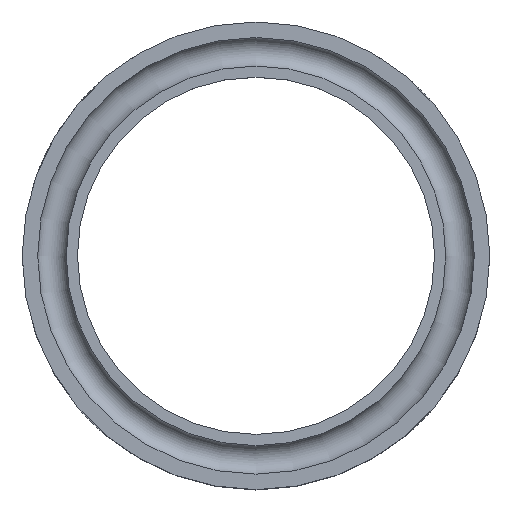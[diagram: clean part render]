
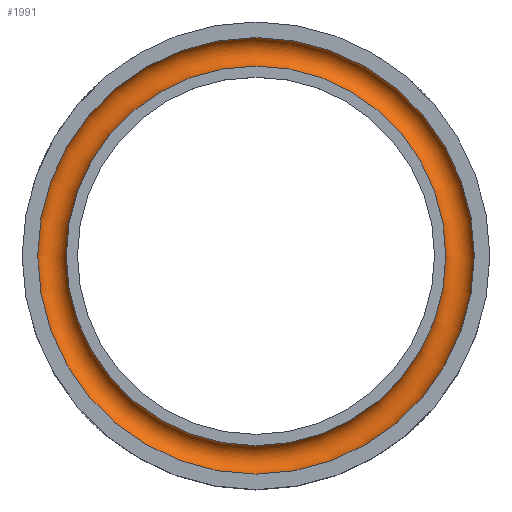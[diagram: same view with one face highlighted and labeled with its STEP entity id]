
A CAD part, top view. The second image highlights one B-rep face of the part: STEP entity #1991.
In plain terms, the highlighted toroidal (fillet/blend) face has major radius 48 mm and minor radius 3.5 mm.
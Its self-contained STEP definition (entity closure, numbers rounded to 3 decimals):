
#43 = PLANE('',#44);
#44 = AXIS2_PLACEMENT_3D('',#45,#46,#47);
#45 = CARTESIAN_POINT('',(0.,0.,53.));
#46 = DIRECTION('',(0.,0.,1.));
#47 = DIRECTION('',(1.,0.,0.));
#111 = EDGE_CURVE('',#112,#112,#114,.T.);
#112 = VERTEX_POINT('',#113);
#113 = CARTESIAN_POINT('',(51.354,0.,53.));
#114 = SURFACE_CURVE('',#115,(#120,#131),.PCURVE_S1.);
#115 = CIRCLE('',#116,51.354);
#116 = AXIS2_PLACEMENT_3D('',#117,#118,#119);
#117 = CARTESIAN_POINT('',(0.,0.,53.));
#118 = DIRECTION('',(0.,0.,-1.));
#119 = DIRECTION('',(1.,0.,0.));
#120 = PCURVE('',#43,#121);
#121 = DEFINITIONAL_REPRESENTATION('',(#122),#130);
#122 = ( BOUNDED_CURVE() B_SPLINE_CURVE(2,(#123,#124,#125,#126,#127,#128
,#129),.UNSPECIFIED.,.T.,.F.) B_SPLINE_CURVE_WITH_KNOTS((1,2,2,2,2,1),(
    -2.094,0.,2.094,4.189,6.283,
8.378),.UNSPECIFIED.) CURVE() GEOMETRIC_REPRESENTATION_ITEM() 
RATIONAL_B_SPLINE_CURVE((1.,0.5,1.,0.5,1.,0.5,1.)) REPRESENTATION_ITEM(
  '') );
#123 = CARTESIAN_POINT('',(51.354,0.));
#124 = CARTESIAN_POINT('',(51.354,-88.948));
#125 = CARTESIAN_POINT('',(-25.677,-44.474));
#126 = CARTESIAN_POINT('',(-102.708,0.));
#127 = CARTESIAN_POINT('',(-25.677,44.474));
#128 = CARTESIAN_POINT('',(51.354,88.948));
#129 = CARTESIAN_POINT('',(51.354,0.));
#130 = ( GEOMETRIC_REPRESENTATION_CONTEXT(2) 
PARAMETRIC_REPRESENTATION_CONTEXT() REPRESENTATION_CONTEXT('2D SPACE',''
  ) );
#131 = PCURVE('',#132,#137);
#132 = TOROIDAL_SURFACE('',#133,48.,3.5);
#133 = AXIS2_PLACEMENT_3D('',#134,#135,#136);
#134 = CARTESIAN_POINT('',(0.,0.,54.));
#135 = DIRECTION('',(-0.,-0.,-1.));
#136 = DIRECTION('',(1.,0.,0.));
#137 = DEFINITIONAL_REPRESENTATION('',(#138),#142);
#138 = LINE('',#139,#140);
#139 = CARTESIAN_POINT('',(-6.283,6.573));
#140 = VECTOR('',#141,1.);
#141 = DIRECTION('',(1.,-0.));
#142 = ( GEOMETRIC_REPRESENTATION_CONTEXT(2) 
PARAMETRIC_REPRESENTATION_CONTEXT() REPRESENTATION_CONTEXT('2D SPACE',''
  ) );
#1991 = ADVANCED_FACE('',(#1992),#132,.F.);
#1992 = FACE_BOUND('',#1993,.T.);
#1993 = EDGE_LOOP('',(#1994,#1995,#2019,#2050));
#1994 = ORIENTED_EDGE('',*,*,#111,.F.);
#1995 = ORIENTED_EDGE('',*,*,#1996,.T.);
#1996 = EDGE_CURVE('',#112,#1997,#1999,.T.);
#1997 = VERTEX_POINT('',#1998);
#1998 = CARTESIAN_POINT('',(44.646,0.,53.));
#1999 = SEAM_CURVE('',#2000,(#2005,#2012),.PCURVE_S1.);
#2000 = CIRCLE('',#2001,3.5);
#2001 = AXIS2_PLACEMENT_3D('',#2002,#2003,#2004);
#2002 = CARTESIAN_POINT('',(48.,0.,54.));
#2003 = DIRECTION('',(-0.,1.,0.));
#2004 = DIRECTION('',(1.,0.,0.));
#2005 = PCURVE('',#132,#2006);
#2006 = DEFINITIONAL_REPRESENTATION('',(#2007),#2011);
#2007 = LINE('',#2008,#2009);
#2008 = CARTESIAN_POINT('',(-0.,0.));
#2009 = VECTOR('',#2010,1.);
#2010 = DIRECTION('',(-0.,1.));
#2011 = ( GEOMETRIC_REPRESENTATION_CONTEXT(2) 
PARAMETRIC_REPRESENTATION_CONTEXT() REPRESENTATION_CONTEXT('2D SPACE',''
  ) );
#2012 = PCURVE('',#132,#2013);
#2013 = DEFINITIONAL_REPRESENTATION('',(#2014),#2018);
#2014 = LINE('',#2015,#2016);
#2015 = CARTESIAN_POINT('',(-6.283,0.));
#2016 = VECTOR('',#2017,1.);
#2017 = DIRECTION('',(-0.,1.));
#2018 = ( GEOMETRIC_REPRESENTATION_CONTEXT(2) 
PARAMETRIC_REPRESENTATION_CONTEXT() REPRESENTATION_CONTEXT('2D SPACE',''
  ) );
#2019 = ORIENTED_EDGE('',*,*,#2020,.T.);
#2020 = EDGE_CURVE('',#1997,#1997,#2021,.T.);
#2021 = SURFACE_CURVE('',#2022,(#2027,#2034),.PCURVE_S1.);
#2022 = CIRCLE('',#2023,44.646);
#2023 = AXIS2_PLACEMENT_3D('',#2024,#2025,#2026);
#2024 = CARTESIAN_POINT('',(0.,0.,53.));
#2025 = DIRECTION('',(0.,0.,-1.));
#2026 = DIRECTION('',(1.,0.,0.));
#2027 = PCURVE('',#132,#2028);
#2028 = DEFINITIONAL_REPRESENTATION('',(#2029),#2033);
#2029 = LINE('',#2030,#2031);
#2030 = CARTESIAN_POINT('',(-6.283,9.135));
#2031 = VECTOR('',#2032,1.);
#2032 = DIRECTION('',(1.,-0.));
#2033 = ( GEOMETRIC_REPRESENTATION_CONTEXT(2) 
PARAMETRIC_REPRESENTATION_CONTEXT() REPRESENTATION_CONTEXT('2D SPACE',''
  ) );
#2034 = PCURVE('',#2035,#2040);
#2035 = PLANE('',#2036);
#2036 = AXIS2_PLACEMENT_3D('',#2037,#2038,#2039);
#2037 = CARTESIAN_POINT('',(0.,0.,53.));
#2038 = DIRECTION('',(0.,0.,1.));
#2039 = DIRECTION('',(1.,0.,0.));
#2040 = DEFINITIONAL_REPRESENTATION('',(#2041),#2049);
#2041 = ( BOUNDED_CURVE() B_SPLINE_CURVE(2,(#2042,#2043,#2044,#2045,
#2046,#2047,#2048),.UNSPECIFIED.,.T.,.F.) B_SPLINE_CURVE_WITH_KNOTS((1,2
    ,2,2,2,1),(-2.094,0.,2.094,4.189,
6.283,8.378),.UNSPECIFIED.) CURVE() 
GEOMETRIC_REPRESENTATION_ITEM() RATIONAL_B_SPLINE_CURVE((1.,0.5,1.,0.5,
1.,0.5,1.)) REPRESENTATION_ITEM('') );
#2042 = CARTESIAN_POINT('',(44.646,0.));
#2043 = CARTESIAN_POINT('',(44.646,-77.329));
#2044 = CARTESIAN_POINT('',(-22.323,-38.664));
#2045 = CARTESIAN_POINT('',(-89.292,0.));
#2046 = CARTESIAN_POINT('',(-22.323,38.664));
#2047 = CARTESIAN_POINT('',(44.646,77.329));
#2048 = CARTESIAN_POINT('',(44.646,0.));
#2049 = ( GEOMETRIC_REPRESENTATION_CONTEXT(2) 
PARAMETRIC_REPRESENTATION_CONTEXT() REPRESENTATION_CONTEXT('2D SPACE',''
  ) );
#2050 = ORIENTED_EDGE('',*,*,#1996,.F.);
